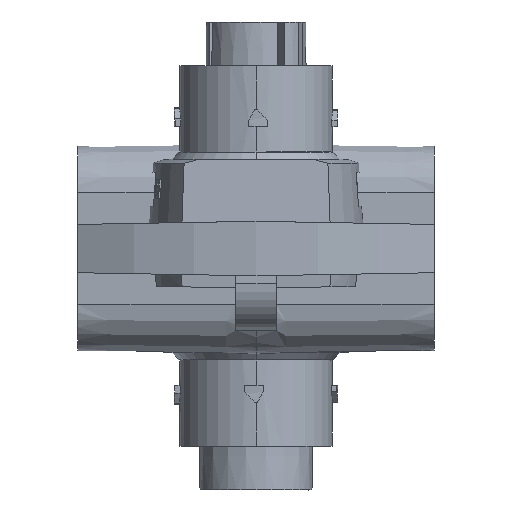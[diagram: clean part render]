
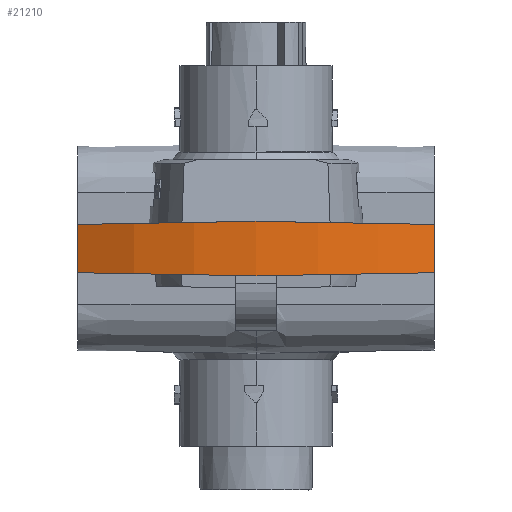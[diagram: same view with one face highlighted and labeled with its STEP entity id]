
A CAD part, left-side view. The second image highlights one B-rep face of the part: STEP entity #21210.
In plain terms, the highlighted cylindrical face has radius 50 mm (diameter 100 mm), a partial arc.
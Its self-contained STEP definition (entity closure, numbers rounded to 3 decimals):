
#20620=CARTESIAN_POINT('',(3.5,0.,
-3.219));
#20630=DIRECTION('',(0.,0.,1.));
#20640=DIRECTION('',(1.,0.,0.));
#20650=AXIS2_PLACEMENT_3D('',#20620,#20630,#20640);
#20660=CYLINDRICAL_SURFACE('',#20650,50.);
#20670=CARTESIAN_POINT('',(3.5,0.,
-3.669));
#20680=DIRECTION('',(0.,0.017,-1.));
#20690=DIRECTION('',(0.,-1.,-0.017));
#20700=AXIS2_PLACEMENT_3D('',#20670,#20680,#20690);
#20710=ELLIPSE('',#20700,50.008,50.);
#20720=CARTESIAN_POINT('',(-46.5,0.,-3.669)
);
#20730=VERTEX_POINT('',#20720);
#20740=CARTESIAN_POINT('',(-40.363,24.,-3.25));
#20750=VERTEX_POINT('',#20740);
#20760=EDGE_CURVE('',#20730,#20750,#20710,.T.);
#20770=ORIENTED_EDGE('',*,*,#20760,.F.);
#20780=CARTESIAN_POINT('',(-40.363,24.,-3.219));
#20790=DIRECTION('',(0.,0.,1.));
#20800=VECTOR('',#20790,1.);
#20810=LINE('',#20780,#20800);
#20820=CARTESIAN_POINT('',(-40.363,24.,3.25));
#20830=VERTEX_POINT('',#20820);
#20840=EDGE_CURVE('',#20750,#20830,#20810,.T.);
#20850=ORIENTED_EDGE('',*,*,#20840,.F.);
#20860=CARTESIAN_POINT('',(3.5,0.,
3.669));
#20870=DIRECTION('',(0.,0.017,1.));
#20880=DIRECTION('',(0.,1.,-0.017));
#20890=AXIS2_PLACEMENT_3D('',#20860,#20870,#20880);
#20900=ELLIPSE('',#20890,50.008,50.);
#20910=CARTESIAN_POINT('',(-46.5,0.,
3.669));
#20920=VERTEX_POINT('',#20910);
#20930=EDGE_CURVE('',#20830,#20920,#20900,.T.);
#20940=ORIENTED_EDGE('',*,*,#20930,.F.);
#20950=CARTESIAN_POINT('',(3.5,0.,
3.669));
#20960=DIRECTION('',(0.,-0.017,1.));
#20970=DIRECTION('',(0.,1.,0.017));
#20980=AXIS2_PLACEMENT_3D('',#20950,#20960,#20970);
#20990=ELLIPSE('',#20980,50.008,50.);
#21000=CARTESIAN_POINT('',(-40.363,-24.,3.25));
#21010=VERTEX_POINT('',#21000);
#21020=EDGE_CURVE('',#20920,#21010,#20990,.T.);
#21030=ORIENTED_EDGE('',*,*,#21020,.F.);
#21040=CARTESIAN_POINT('',(-40.363,-24.,-3.219));
#21050=DIRECTION('',(0.,0.,1.));
#21060=VECTOR('',#21050,1.);
#21070=LINE('',#21040,#21060);
#21080=CARTESIAN_POINT('',(-40.363,-24.,-3.25));
#21090=VERTEX_POINT('',#21080);
#21100=EDGE_CURVE('',#21090,#21010,#21070,.T.);
#21110=ORIENTED_EDGE('',*,*,#21100,.T.);
#21120=CARTESIAN_POINT('',(3.5,0.,
-3.669));
#21130=DIRECTION('',(0.,-0.017,-1.));
#21140=DIRECTION('',(0.,-1.,0.017));
#21150=AXIS2_PLACEMENT_3D('',#21120,#21130,#21140);
#21160=ELLIPSE('',#21150,50.008,50.);
#21170=EDGE_CURVE('',#21090,#20730,#21160,.T.);
#21180=ORIENTED_EDGE('',*,*,#21170,.F.);
#21190=EDGE_LOOP('',(#21180,#21110,#21030,#20940,#20850,#20770));
#21200=FACE_OUTER_BOUND('',#21190,.T.);
#21210=ADVANCED_FACE('',(#21200),#20660,.T.);
